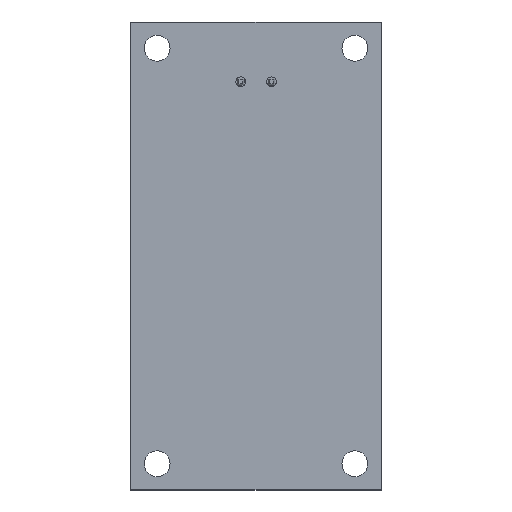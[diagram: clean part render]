
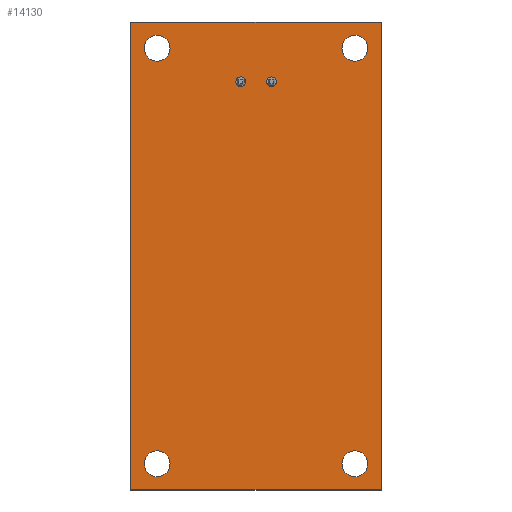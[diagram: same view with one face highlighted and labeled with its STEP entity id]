
A CAD part, top view. The second image highlights one B-rep face of the part: STEP entity #14130.
In plain terms, the highlighted planar face has unit normal (0, 0, 1).
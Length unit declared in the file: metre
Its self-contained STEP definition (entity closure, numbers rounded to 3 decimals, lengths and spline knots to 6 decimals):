
#955=CIRCLE('',#19225,0.0016);
#956=CIRCLE('',#19226,0.0016);
#957=CIRCLE('',#19227,0.0016);
#958=CIRCLE('',#19228,0.0016);
#959=CIRCLE('',#19229,0.0006);
#960=CIRCLE('',#19230,0.0006);
#961=CIRCLE('',#19231,0.0006);
#962=CIRCLE('',#19232,0.0006);
#963=CIRCLE('',#19233,0.0006);
#964=CIRCLE('',#19234,0.0006);
#965=CIRCLE('',#19235,0.0006);
#966=CIRCLE('',#19236,0.0006);
#1589=ORIENTED_EDGE('',*,*,#5631,.F.);
#1590=ORIENTED_EDGE('',*,*,#5632,.F.);
#1591=ORIENTED_EDGE('',*,*,#5633,.F.);
#1592=ORIENTED_EDGE('',*,*,#5634,.F.);
#1593=ORIENTED_EDGE('',*,*,#5635,.F.);
#1594=ORIENTED_EDGE('',*,*,#5636,.F.);
#1595=ORIENTED_EDGE('',*,*,#5637,.F.);
#1596=ORIENTED_EDGE('',*,*,#5638,.F.);
#1597=ORIENTED_EDGE('',*,*,#5639,.F.);
#1598=ORIENTED_EDGE('',*,*,#5640,.T.);
#1599=ORIENTED_EDGE('',*,*,#5641,.F.);
#1600=ORIENTED_EDGE('',*,*,#5642,.F.);
#1601=ORIENTED_EDGE('',*,*,#5643,.F.);
#1602=ORIENTED_EDGE('',*,*,#5644,.F.);
#1603=ORIENTED_EDGE('',*,*,#5645,.F.);
#1604=ORIENTED_EDGE('',*,*,#5646,.F.);
#1605=ORIENTED_EDGE('',*,*,#5647,.F.);
#1606=ORIENTED_EDGE('',*,*,#5648,.F.);
#1607=ORIENTED_EDGE('',*,*,#5649,.F.);
#1608=ORIENTED_EDGE('',*,*,#5650,.T.);
#1609=ORIENTED_EDGE('',*,*,#5651,.F.);
#1610=ORIENTED_EDGE('',*,*,#5652,.T.);
#1611=ORIENTED_EDGE('',*,*,#5653,.F.);
#1612=ORIENTED_EDGE('',*,*,#5654,.F.);
#1613=ORIENTED_EDGE('',*,*,#5655,.F.);
#1614=ORIENTED_EDGE('',*,*,#5656,.F.);
#1615=ORIENTED_EDGE('',*,*,#5657,.F.);
#1616=ORIENTED_EDGE('',*,*,#5658,.F.);
#1617=ORIENTED_EDGE('',*,*,#5659,.F.);
#1618=ORIENTED_EDGE('',*,*,#5660,.F.);
#1619=ORIENTED_EDGE('',*,*,#5661,.F.);
#1620=ORIENTED_EDGE('',*,*,#5662,.T.);
#5631=EDGE_CURVE('',#7652,#7652,#955,.T.);
#5632=EDGE_CURVE('',#7653,#7653,#956,.T.);
#5633=EDGE_CURVE('',#7654,#7654,#957,.T.);
#5634=EDGE_CURVE('',#7655,#7655,#958,.T.);
#5635=EDGE_CURVE('',#7656,#7657,#8958,.T.);
#5636=EDGE_CURVE('',#7658,#7656,#8959,.T.);
#5637=EDGE_CURVE('',#7659,#7658,#8960,.T.);
#5638=EDGE_CURVE('',#7657,#7659,#8961,.T.);
#5639=EDGE_CURVE('',#7660,#7661,#959,.T.);
#5640=EDGE_CURVE('',#7660,#7662,#8962,.T.);
#5641=EDGE_CURVE('',#7663,#7662,#8963,.T.);
#5642=EDGE_CURVE('',#7664,#7663,#960,.T.);
#5643=EDGE_CURVE('',#7665,#7664,#8964,.T.);
#5644=EDGE_CURVE('',#7666,#7665,#8965,.T.);
#5645=EDGE_CURVE('',#7667,#7666,#961,.T.);
#5646=EDGE_CURVE('',#7668,#7667,#8966,.T.);
#5647=EDGE_CURVE('',#7669,#7668,#8967,.T.);
#5648=EDGE_CURVE('',#7670,#7669,#962,.T.);
#5649=EDGE_CURVE('',#7671,#7670,#8968,.T.);
#5650=EDGE_CURVE('',#7671,#7661,#8969,.T.);
#5651=EDGE_CURVE('',#7672,#7673,#963,.T.);
#5652=EDGE_CURVE('',#7672,#7674,#8970,.T.);
#5653=EDGE_CURVE('',#7675,#7674,#8971,.T.);
#5654=EDGE_CURVE('',#7676,#7675,#964,.T.);
#5655=EDGE_CURVE('',#7677,#7676,#8972,.T.);
#5656=EDGE_CURVE('',#7678,#7677,#8973,.T.);
#5657=EDGE_CURVE('',#7679,#7678,#965,.T.);
#5658=EDGE_CURVE('',#7680,#7679,#8974,.T.);
#5659=EDGE_CURVE('',#7681,#7680,#8975,.T.);
#5660=EDGE_CURVE('',#7682,#7681,#966,.T.);
#5661=EDGE_CURVE('',#7683,#7682,#8976,.T.);
#5662=EDGE_CURVE('',#7683,#7673,#8977,.T.);
#7652=VERTEX_POINT('',#24760);
#7653=VERTEX_POINT('',#24762);
#7654=VERTEX_POINT('',#24764);
#7655=VERTEX_POINT('',#24766);
#7656=VERTEX_POINT('',#24768);
#7657=VERTEX_POINT('',#24769);
#7658=VERTEX_POINT('',#24771);
#7659=VERTEX_POINT('',#24773);
#7660=VERTEX_POINT('',#24776);
#7661=VERTEX_POINT('',#24777);
#7662=VERTEX_POINT('',#24779);
#7663=VERTEX_POINT('',#24781);
#7664=VERTEX_POINT('',#24783);
#7665=VERTEX_POINT('',#24785);
#7666=VERTEX_POINT('',#24787);
#7667=VERTEX_POINT('',#24789);
#7668=VERTEX_POINT('',#24791);
#7669=VERTEX_POINT('',#24793);
#7670=VERTEX_POINT('',#24795);
#7671=VERTEX_POINT('',#24797);
#7672=VERTEX_POINT('',#24800);
#7673=VERTEX_POINT('',#24801);
#7674=VERTEX_POINT('',#24803);
#7675=VERTEX_POINT('',#24805);
#7676=VERTEX_POINT('',#24807);
#7677=VERTEX_POINT('',#24809);
#7678=VERTEX_POINT('',#24811);
#7679=VERTEX_POINT('',#24813);
#7680=VERTEX_POINT('',#24815);
#7681=VERTEX_POINT('',#24817);
#7682=VERTEX_POINT('',#24819);
#7683=VERTEX_POINT('',#24821);
#8958=LINE('',#24767,#10541);
#8959=LINE('',#24770,#10542);
#8960=LINE('',#24772,#10543);
#8961=LINE('',#24774,#10544);
#8962=LINE('',#24778,#10545);
#8963=LINE('',#24780,#10546);
#8964=LINE('',#24784,#10547);
#8965=LINE('',#24786,#10548);
#8966=LINE('',#24790,#10549);
#8967=LINE('',#24792,#10550);
#8968=LINE('',#24796,#10551);
#8969=LINE('',#24798,#10552);
#8970=LINE('',#24802,#10553);
#8971=LINE('',#24804,#10554);
#8972=LINE('',#24808,#10555);
#8973=LINE('',#24810,#10556);
#8974=LINE('',#24814,#10557);
#8975=LINE('',#24816,#10558);
#8976=LINE('',#24820,#10559);
#8977=LINE('',#24822,#10560);
#10541=VECTOR('',#20621,1.);
#10542=VECTOR('',#20622,1.);
#10543=VECTOR('',#20623,1.);
#10544=VECTOR('',#20624,1.);
#10545=VECTOR('',#20627,1.);
#10546=VECTOR('',#20628,1.);
#10547=VECTOR('',#20631,1.);
#10548=VECTOR('',#20632,1.);
#10549=VECTOR('',#20635,1.);
#10550=VECTOR('',#20636,1.);
#10551=VECTOR('',#20639,1.);
#10552=VECTOR('',#20640,1.);
#10553=VECTOR('',#20643,1.);
#10554=VECTOR('',#20644,1.);
#10555=VECTOR('',#20647,1.);
#10556=VECTOR('',#20648,1.);
#10557=VECTOR('',#20651,1.);
#10558=VECTOR('',#20652,1.);
#10559=VECTOR('',#20655,1.);
#10560=VECTOR('',#20656,1.);
#11979=EDGE_LOOP('',(#1589));
#11980=EDGE_LOOP('',(#1590));
#11981=EDGE_LOOP('',(#1591));
#11982=EDGE_LOOP('',(#1592));
#11983=EDGE_LOOP('',(#1593,#1594,#1595,#1596));
#11984=EDGE_LOOP('',(#1597,#1598,#1599,#1600,#1601,#1602,#1603,#1604,#1605,
#1606,#1607,#1608));
#11985=EDGE_LOOP('',(#1609,#1610,#1611,#1612,#1613,#1614,#1615,#1616,#1617,
#1618,#1619,#1620));
#12816=FACE_BOUND('',#11979,.T.);
#12817=FACE_BOUND('',#11980,.T.);
#12818=FACE_BOUND('',#11981,.T.);
#12819=FACE_BOUND('',#11982,.T.);
#12820=FACE_BOUND('',#11983,.T.);
#12821=FACE_BOUND('',#11984,.T.);
#12822=FACE_BOUND('',#11985,.T.);
#13603=PLANE('',#19224);
#14130=ADVANCED_FACE('',(#12816,#12817,#12818,#12819,#12820,#12821,#12822),
#13603,.F.);
#19224=AXIS2_PLACEMENT_3D('',#24758,#20611,#20612);
#19225=AXIS2_PLACEMENT_3D('',#24759,#20613,#20614);
#19226=AXIS2_PLACEMENT_3D('',#24761,#20615,#20616);
#19227=AXIS2_PLACEMENT_3D('',#24763,#20617,#20618);
#19228=AXIS2_PLACEMENT_3D('',#24765,#20619,#20620);
#19229=AXIS2_PLACEMENT_3D('',#24775,#20625,#20626);
#19230=AXIS2_PLACEMENT_3D('',#24782,#20629,#20630);
#19231=AXIS2_PLACEMENT_3D('',#24788,#20633,#20634);
#19232=AXIS2_PLACEMENT_3D('',#24794,#20637,#20638);
#19233=AXIS2_PLACEMENT_3D('',#24799,#20641,#20642);
#19234=AXIS2_PLACEMENT_3D('',#24806,#20645,#20646);
#19235=AXIS2_PLACEMENT_3D('',#24812,#20649,#20650);
#19236=AXIS2_PLACEMENT_3D('',#24818,#20653,#20654);
#20611=DIRECTION('',(0.,0.,-1.));
#20612=DIRECTION('',(-1.,0.,0.));
#20613=DIRECTION('',(0.,0.,1.));
#20614=DIRECTION('',(1.,0.,0.));
#20615=DIRECTION('',(0.,0.,1.));
#20616=DIRECTION('',(1.,0.,0.));
#20617=DIRECTION('',(0.,0.,1.));
#20618=DIRECTION('',(1.,0.,0.));
#20619=DIRECTION('',(0.,0.,1.));
#20620=DIRECTION('',(1.,0.,0.));
#20621=DIRECTION('',(0.,1.,0.));
#20622=DIRECTION('',(-1.,0.,0.));
#20623=DIRECTION('',(0.,-1.,0.));
#20624=DIRECTION('',(1.,0.,0.));
#20625=DIRECTION('',(0.,0.,1.));
#20626=DIRECTION('',(1.,0.,0.));
#20627=DIRECTION('',(0.,-1.,0.));
#20628=DIRECTION('',(1.,0.,0.));
#20629=DIRECTION('',(0.,0.,1.));
#20630=DIRECTION('',(1.,0.,0.));
#20631=DIRECTION('',(1.,0.,0.));
#20632=DIRECTION('',(0.,-1.,0.));
#20633=DIRECTION('',(0.,0.,1.));
#20634=DIRECTION('',(1.,0.,0.));
#20635=DIRECTION('',(0.,-1.,0.));
#20636=DIRECTION('',(-1.,0.,0.));
#20637=DIRECTION('',(0.,0.,1.));
#20638=DIRECTION('',(1.,0.,0.));
#20639=DIRECTION('',(-1.,0.,0.));
#20640=DIRECTION('',(0.,-1.,0.));
#20641=DIRECTION('',(0.,0.,1.));
#20642=DIRECTION('',(1.,0.,0.));
#20643=DIRECTION('',(0.,-1.,0.));
#20644=DIRECTION('',(1.,0.,0.));
#20645=DIRECTION('',(0.,0.,1.));
#20646=DIRECTION('',(1.,0.,0.));
#20647=DIRECTION('',(1.,0.,0.));
#20648=DIRECTION('',(0.,-1.,0.));
#20649=DIRECTION('',(0.,0.,1.));
#20650=DIRECTION('',(1.,0.,0.));
#20651=DIRECTION('',(0.,-1.,0.));
#20652=DIRECTION('',(-1.,0.,0.));
#20653=DIRECTION('',(0.,0.,1.));
#20654=DIRECTION('',(1.,0.,0.));
#20655=DIRECTION('',(-1.,0.,0.));
#20656=DIRECTION('',(0.,-1.,0.));
#24758=CARTESIAN_POINT('',(0.12775,-0.11575,0.));
#24759=CARTESIAN_POINT('',(0.1155,-0.09,0.));
#24760=CARTESIAN_POINT('',(0.1171,-0.09,0.));
#24761=CARTESIAN_POINT('',(0.14,-0.09,0.));
#24762=CARTESIAN_POINT('',(0.1416,-0.09,0.));
#24763=CARTESIAN_POINT('',(0.1155,-0.1415,0.));
#24764=CARTESIAN_POINT('',(0.1171,-0.1415,0.));
#24765=CARTESIAN_POINT('',(0.14,-0.1415,0.));
#24766=CARTESIAN_POINT('',(0.1416,-0.1415,0.));
#24767=CARTESIAN_POINT('',(0.11225,-0.14475,0.));
#24768=CARTESIAN_POINT('',(0.11225,-0.14475,0.));
#24769=CARTESIAN_POINT('',(0.11225,-0.08675,0.));
#24770=CARTESIAN_POINT('',(0.14325,-0.14475,0.));
#24771=CARTESIAN_POINT('',(0.14325,-0.14475,0.));
#24772=CARTESIAN_POINT('',(0.14325,-0.08675,0.));
#24773=CARTESIAN_POINT('',(0.14325,-0.08675,0.));
#24774=CARTESIAN_POINT('',(0.11225,-0.08675,0.));
#24775=CARTESIAN_POINT('',(0.125863,-0.094158,0.));
#24776=CARTESIAN_POINT('',(0.126288,-0.094581,0.));
#24777=CARTESIAN_POINT('',(0.126288,-0.093734,0.));
#24778=CARTESIAN_POINT('',(0.126288,-0.11575,0.));
#24779=CARTESIAN_POINT('',(0.126288,-0.094583,0.));
#24780=CARTESIAN_POINT('',(0.12775,-0.094583,0.));
#24781=CARTESIAN_POINT('',(0.126286,-0.094583,0.));
#24782=CARTESIAN_POINT('',(0.125863,-0.094158,0.));
#24783=CARTESIAN_POINT('',(0.125439,-0.094583,0.));
#24784=CARTESIAN_POINT('',(0.12775,-0.094583,0.));
#24785=CARTESIAN_POINT('',(0.125438,-0.094583,0.));
#24786=CARTESIAN_POINT('',(0.125438,-0.11575,0.));
#24787=CARTESIAN_POINT('',(0.125438,-0.094581,0.));
#24788=CARTESIAN_POINT('',(0.125863,-0.094158,0.));
#24789=CARTESIAN_POINT('',(0.125438,-0.093734,0.));
#24790=CARTESIAN_POINT('',(0.125438,-0.11575,0.));
#24791=CARTESIAN_POINT('',(0.125438,-0.093733,0.));
#24792=CARTESIAN_POINT('',(0.12775,-0.093733,0.));
#24793=CARTESIAN_POINT('',(0.125439,-0.093733,0.));
#24794=CARTESIAN_POINT('',(0.125863,-0.094158,0.));
#24795=CARTESIAN_POINT('',(0.126286,-0.093733,0.));
#24796=CARTESIAN_POINT('',(0.12775,-0.093733,0.));
#24797=CARTESIAN_POINT('',(0.126288,-0.093733,0.));
#24798=CARTESIAN_POINT('',(0.126288,-0.11575,0.));
#24799=CARTESIAN_POINT('',(0.129673,-0.094158,0.));
#24800=CARTESIAN_POINT('',(0.130098,-0.094581,0.));
#24801=CARTESIAN_POINT('',(0.130098,-0.093734,0.));
#24802=CARTESIAN_POINT('',(0.130098,-0.11575,0.));
#24803=CARTESIAN_POINT('',(0.130098,-0.094583,0.));
#24804=CARTESIAN_POINT('',(0.12775,-0.094583,0.));
#24805=CARTESIAN_POINT('',(0.130096,-0.094583,0.));
#24806=CARTESIAN_POINT('',(0.129673,-0.094158,0.));
#24807=CARTESIAN_POINT('',(0.129249,-0.094583,0.));
#24808=CARTESIAN_POINT('',(0.12775,-0.094583,0.));
#24809=CARTESIAN_POINT('',(0.129248,-0.094583,0.));
#24810=CARTESIAN_POINT('',(0.129248,-0.11575,0.));
#24811=CARTESIAN_POINT('',(0.129248,-0.094581,0.));
#24812=CARTESIAN_POINT('',(0.129673,-0.094158,0.));
#24813=CARTESIAN_POINT('',(0.129248,-0.093734,0.));
#24814=CARTESIAN_POINT('',(0.129248,-0.11575,0.));
#24815=CARTESIAN_POINT('',(0.129248,-0.093733,0.));
#24816=CARTESIAN_POINT('',(0.12775,-0.093733,0.));
#24817=CARTESIAN_POINT('',(0.129249,-0.093733,0.));
#24818=CARTESIAN_POINT('',(0.129673,-0.094158,0.));
#24819=CARTESIAN_POINT('',(0.130096,-0.093733,0.));
#24820=CARTESIAN_POINT('',(0.12775,-0.093733,0.));
#24821=CARTESIAN_POINT('',(0.130098,-0.093733,0.));
#24822=CARTESIAN_POINT('',(0.130098,-0.11575,0.));
